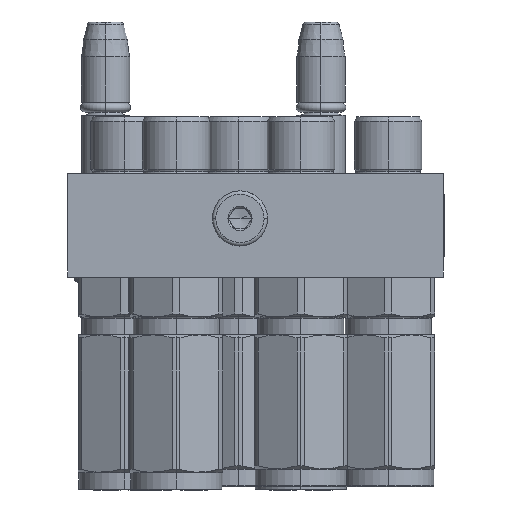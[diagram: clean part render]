
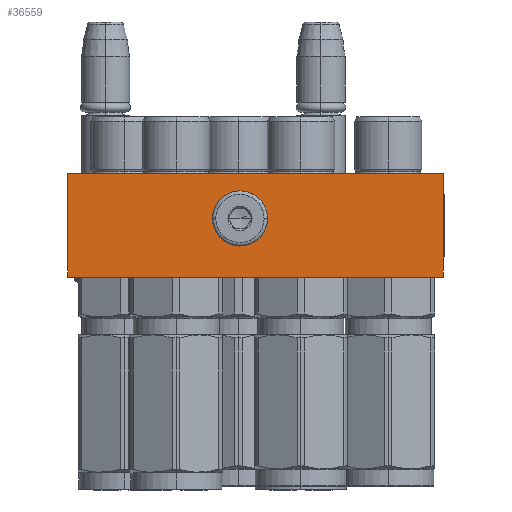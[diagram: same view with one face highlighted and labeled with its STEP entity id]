
A CAD part, front view. The second image highlights one B-rep face of the part: STEP entity #36559.
In plain terms, the highlighted face is planar.
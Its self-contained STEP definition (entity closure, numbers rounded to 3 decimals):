
#469 = B_SPLINE_CURVE_WITH_KNOTS ( 'NONE', 3,
 ( #48512, #39662, #44064, #39462, #12061, #11656, #2969, #2370, #16640, #44267, #39049, #35642, #40457, #17621 ),
 .UNSPECIFIED., .F., .F.,
 ( 4, 2, 2, 2, 2, 2, 4 ),
 ( 0., 0.031, 0.063, 0.125, 0.25, 0.375, 0.5 ),
 .UNSPECIFIED. ) ;
#786 = CARTESIAN_POINT ( 'NONE',  ( 0.388, 11.16, -50. ) ) ;
#2370 = CARTESIAN_POINT ( 'NONE',  ( -9.061, 10.37, -50. ) ) ;
#2835 = CARTESIAN_POINT ( 'NONE',  ( 0.653, 13.85, -50. ) ) ;
#2969 = CARTESIAN_POINT ( 'NONE',  ( -9.454, 11.319, -50. ) ) ;
#3234 = CARTESIAN_POINT ( 'NONE',  ( -0.325, 16.207, -50. ) ) ;
#3476 = EDGE_CURVE ( 'NONE', #16182, #55079, #44386, .T. ) ;
#3586 = VERTEX_POINT ( 'NONE', #7136 ) ;
#6538 = CARTESIAN_POINT ( 'NONE',  ( 54.5, 0., -50. ) ) ;
#7045 = EDGE_LOOP ( 'NONE', ( #54996, #9740, #50507 ) ) ;
#7089 = CARTESIAN_POINT ( 'NONE',  ( -7.13, 17.561, -50. ) ) ;
#7136 = CARTESIAN_POINT ( 'NONE',  ( 0.72, 13., -50. ) ) ;
#7490 = CARTESIAN_POINT ( 'NONE',  ( -1.87, 17.56, -50. ) ) ;
#7565 = FACE_BOUND ( 'NONE', #7045, .T. ) ;
#7805 = VECTOR ( 'NONE', #28996, 1000. ) ;
#8023 = ORIENTED_EDGE ( 'NONE', *, *, #51249, .T. ) ;
#8828 = VERTEX_POINT ( 'NONE', #16340 ) ;
#9171 = EDGE_CURVE ( 'NONE', #8828, #3586, #25613, .T. ) ;
#9740 = ORIENTED_EDGE ( 'NONE', *, *, #9171, .T. ) ;
#10487 = CARTESIAN_POINT ( 'NONE',  ( -3.135, 7.916, -50. ) ) ;
#10678 = VECTOR ( 'NONE', #12004, 1000. ) ;
#10968 = EDGE_CURVE ( 'NONE', #3586, #57748, #34323, .T. ) ;
#11563 = CARTESIAN_POINT ( 'NONE',  ( 54.5, 0., -50. ) ) ;
#11656 = CARTESIAN_POINT ( 'NONE',  ( -9.553, 11.646, -50. ) ) ;
#11722 = CARTESIAN_POINT ( 'NONE',  ( -9.061, 15.629, -50. ) ) ;
#12004 = DIRECTION ( 'NONE',  ( -1., 0., 0. ) ) ;
#12061 = CARTESIAN_POINT ( 'NONE',  ( -9.653, 12.15, -50. ) ) ;
#12122 = CARTESIAN_POINT ( 'NONE',  ( -7.707, 17.175, -50. ) ) ;
#12510 = CARTESIAN_POINT ( 'NONE',  ( -9.686, 13.685, -50. ) ) ;
#13995 = FACE_OUTER_BOUND ( 'NONE', #30945, .T. ) ;
#14236 = CARTESIAN_POINT ( 'NONE',  ( -54.5, 0., -50. ) ) ;
#14406 = ORIENTED_EDGE ( 'NONE', *, *, #3476, .T. ) ;
#14702 = CARTESIAN_POINT ( 'NONE',  ( -3.815, 7.78, -50. ) ) ;
#14993 = LINE ( 'NONE', #39197, #10678 ) ;
#16182 = VERTEX_POINT ( 'NONE', #11563 ) ;
#16340 = CARTESIAN_POINT ( 'NONE',  ( -4.5, 7.78, -50. ) ) ;
#16640 = CARTESIAN_POINT ( 'NONE',  ( -8.675, 9.793, -50. ) ) ;
#16706 = CARTESIAN_POINT ( 'NONE',  ( 0.72, 13.173, -50. ) ) ;
#17621 = CARTESIAN_POINT ( 'NONE',  ( -4.5, 7.78, -50. ) ) ;
#19090 = CARTESIAN_POINT ( 'NONE',  ( 0.061, 10.371, -50. ) ) ;
#20437 = PLANE ( 'NONE',  #38663 ) ;
#21487 = CARTESIAN_POINT ( 'NONE',  ( -9.719, 13.346, -50. ) ) ;
#21683 = CARTESIAN_POINT ( 'NONE',  ( 0.454, 14.681, -50. ) ) ;
#22160 = VECTOR ( 'NONE', #43601, 1000. ) ;
#23234 = CARTESIAN_POINT ( 'NONE',  ( 54.5, 0., -50. ) ) ;
#25259 = CARTESIAN_POINT ( 'NONE',  ( -9.388, 14.84, -50. ) ) ;
#25613 = B_SPLINE_CURVE_WITH_KNOTS ( 'NONE', 3,
 ( #51587, #14702, #10487, #56030, #46537, #41713, #19090, #786, #46938, #33056, #41914, #55845, #56232, #28623 ),
 .UNSPECIFIED., .F., .F.,
 ( 4, 2, 2, 2, 2, 2, 4 ),
 ( 0.5, 0.625, 0.75, 0.875, 0.906, 0.938, 1. ),
 .UNSPECIFIED. ) ;
#25667 = CARTESIAN_POINT ( 'NONE',  ( -1.293, 17.175, -50. ) ) ;
#27793 = DIRECTION ( 'NONE',  ( -1., 0., 0. ) ) ;
#28129 = LINE ( 'NONE', #29347, #41111 ) ;
#28623 = CARTESIAN_POINT ( 'NONE',  ( 0.72, 13., -50. ) ) ;
#28996 = DIRECTION ( 'NONE',  ( 0., 1., 0. ) ) ;
#29347 = CARTESIAN_POINT ( 'NONE',  ( 54.5, 0., -50. ) ) ;
#29852 = CARTESIAN_POINT ( 'NONE',  ( -9.72, 13., -50. ) ) ;
#30257 = CARTESIAN_POINT ( 'NONE',  ( 0.72, 13., -50. ) ) ;
#30945 = EDGE_LOOP ( 'NONE', ( #8023, #43025, #36180, #14406 ) ) ;
#33056 = CARTESIAN_POINT ( 'NONE',  ( 0.545, 11.647, -50. ) ) ;
#33239 = CARTESIAN_POINT ( 'NONE',  ( -54.5, 0., -50. ) ) ;
#33562 = LINE ( 'NONE', #33239, #7805 ) ;
#34323 = B_SPLINE_CURVE_WITH_KNOTS ( 'NONE', 3,
 ( #30257, #16706, #57675, #49172, #2835, #39918, #21683, #58278, #3234, #25667, #7490, #53621, #48376, #39524, #34501, #7089, #12122, #39113, #11722, #25259, #57468, #58074, #35312, #12510, #21487, #29852 ),
 .UNSPECIFIED., .F., .F.,
 ( 4, 2, 2, 2, 2, 2, 2, 2, 2, 2, 2, 2, 4 ),
 ( 0., 0.031, 0.062, 0.125, 0.25, 0.375, 0.5, 0.625, 0.75, 0.875, 0.906, 0.937, 1. ),
 .UNSPECIFIED. ) ;
#34501 = CARTESIAN_POINT ( 'NONE',  ( -5.865, 18.084, -50. ) ) ;
#35027 = EDGE_CURVE ( 'NONE', #47068, #56358, #14993, .T. ) ;
#35312 = CARTESIAN_POINT ( 'NONE',  ( -9.586, 14.185, -50. ) ) ;
#35642 = CARTESIAN_POINT ( 'NONE',  ( -5.865, 7.915, -50. ) ) ;
#36180 = ORIENTED_EDGE ( 'NONE', *, *, #40921, .F. ) ;
#36559 = ADVANCED_FACE ( 'NONE', ( #7565, #13995 ), #20437, .T. ) ;
#36699 = EDGE_CURVE ( 'NONE', #57748, #8828, #469, .T. ) ;
#38663 = AXIS2_PLACEMENT_3D ( 'NONE', #23234, #55396, #27793 ) ;
#39049 = CARTESIAN_POINT ( 'NONE',  ( -7.13, 8.44, -50. ) ) ;
#39113 = CARTESIAN_POINT ( 'NONE',  ( -8.675, 16.207, -50. ) ) ;
#39197 = CARTESIAN_POINT ( 'NONE',  ( 54.5, 30., -50. ) ) ;
#39462 = CARTESIAN_POINT ( 'NONE',  ( -9.678, 12.317, -50. ) ) ;
#39524 = CARTESIAN_POINT ( 'NONE',  ( -5.185, 18.22, -50. ) ) ;
#39662 = CARTESIAN_POINT ( 'NONE',  ( -9.72, 12.827, -50. ) ) ;
#39918 = CARTESIAN_POINT ( 'NONE',  ( 0.553, 14.354, -50. ) ) ;
#40457 = CARTESIAN_POINT ( 'NONE',  ( -5.185, 7.78, -50. ) ) ;
#40921 = EDGE_CURVE ( 'NONE', #16182, #47068, #28129, .T. ) ;
#41111 = VECTOR ( 'NONE', #42655, 1000. ) ;
#41713 = CARTESIAN_POINT ( 'NONE',  ( -0.325, 9.793, -50. ) ) ;
#41914 = CARTESIAN_POINT ( 'NONE',  ( 0.586, 11.815, -50. ) ) ;
#42655 = DIRECTION ( 'NONE',  ( 0., 1., 0. ) ) ;
#43025 = ORIENTED_EDGE ( 'NONE', *, *, #35027, .F. ) ;
#43601 = DIRECTION ( 'NONE',  ( -1., 0., 0. ) ) ;
#44064 = CARTESIAN_POINT ( 'NONE',  ( -9.711, 12.656, -50. ) ) ;
#44267 = CARTESIAN_POINT ( 'NONE',  ( -7.707, 8.825, -50. ) ) ;
#44386 = LINE ( 'NONE', #6538, #22160 ) ;
#46537 = CARTESIAN_POINT ( 'NONE',  ( -1.293, 8.825, -50. ) ) ;
#46938 = CARTESIAN_POINT ( 'NONE',  ( 0.446, 11.321, -50. ) ) ;
#47068 = VERTEX_POINT ( 'NONE', #57082 ) ;
#48376 = CARTESIAN_POINT ( 'NONE',  ( -3.815, 18.22, -50. ) ) ;
#48512 = CARTESIAN_POINT ( 'NONE',  ( -9.72, 13., -50. ) ) ;
#49172 = CARTESIAN_POINT ( 'NONE',  ( 0.678, 13.683, -50. ) ) ;
#50507 = ORIENTED_EDGE ( 'NONE', *, *, #10968, .T. ) ;
#51249 = EDGE_CURVE ( 'NONE', #55079, #56358, #33562, .T. ) ;
#51587 = CARTESIAN_POINT ( 'NONE',  ( -4.5, 7.78, -50. ) ) ;
#53573 = CARTESIAN_POINT ( 'NONE',  ( -54.5, 30., -50. ) ) ;
#53621 = CARTESIAN_POINT ( 'NONE',  ( -3.135, 18.085, -50. ) ) ;
#54926 = CARTESIAN_POINT ( 'NONE',  ( -9.72, 13., -50. ) ) ;
#54996 = ORIENTED_EDGE ( 'NONE', *, *, #36699, .T. ) ;
#55079 = VERTEX_POINT ( 'NONE', #14236 ) ;
#55396 = DIRECTION ( 'NONE',  ( 0., 0., -1. ) ) ;
#55845 = CARTESIAN_POINT ( 'NONE',  ( 0.686, 12.315, -50. ) ) ;
#56030 = CARTESIAN_POINT ( 'NONE',  ( -1.87, 8.439, -50. ) ) ;
#56232 = CARTESIAN_POINT ( 'NONE',  ( 0.719, 12.654, -50. ) ) ;
#56358 = VERTEX_POINT ( 'NONE', #53573 ) ;
#57082 = CARTESIAN_POINT ( 'NONE',  ( 54.5, 30., -50. ) ) ;
#57468 = CARTESIAN_POINT ( 'NONE',  ( -9.446, 14.679, -50. ) ) ;
#57675 = CARTESIAN_POINT ( 'NONE',  ( 0.711, 13.344, -50. ) ) ;
#57748 = VERTEX_POINT ( 'NONE', #54926 ) ;
#58074 = CARTESIAN_POINT ( 'NONE',  ( -9.545, 14.353, -50. ) ) ;
#58278 = CARTESIAN_POINT ( 'NONE',  ( 0.061, 15.63, -50. ) ) ;
